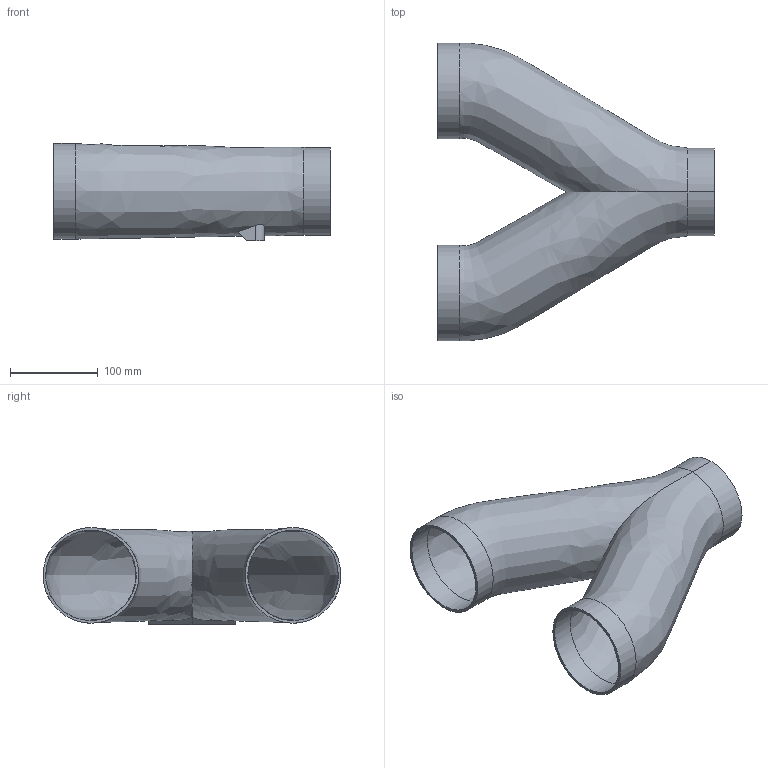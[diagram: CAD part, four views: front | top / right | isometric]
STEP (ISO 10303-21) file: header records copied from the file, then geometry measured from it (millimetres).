
FILE_DESCRIPTION(/* description */ ('','CAx-IF Rec.Pracs.---Representation and Presentation of Product Manufacturing Information (PMI)---4.0---2014-10-13'),/* implementation_level */ '2;1');
FILE_NAME(/* name */ 'MK2_EU_200mm_Y-outlet-100mm.stp',/* time_stamp */ '2026-01-04T20:29:10+01:00',/* author */ ('Capturing Dust'),/* organization */ ('Makerr.Studio'),/* preprocessor_version */ 'ST-DEVELOPER v18.1',/* originating_system */ 'Autodesk Inventor 2021',/* authorisation */ '');
FILE_SCHEMA (('AP242_MANAGED_MODEL_BASED_3D_ENGINEERING_MIM_LF { 1 0 10303 442 1 1 4 }'));
Length unit declared in the file: millimetre
Products named in the file (1): MK2_EU_200mm_Y-outlet-100mm
Bounding box: 315 x 339 x 110.5 mm (x, y, z)
Volume: 551002.2 mm3; surface area: 363211.3 mm2
Topology: 2 solids, 2 shells, 34 faces, 92 edges, 62 vertices
Faces by surface type: plane 18, cylinder 12, bspline 4
Full cylindrical faces by diameter (mm): 10 x2, 103 x2, 109 x2
Entity records: 4546 total; most frequent: CARTESIAN_POINT 3651, ORIENTED_EDGE 184, DIRECTION 146, EDGE_CURVE 92, VERTEX_POINT 62, AXIS2_PLACEMENT_3D 53, LINE 40, VECTOR 40
